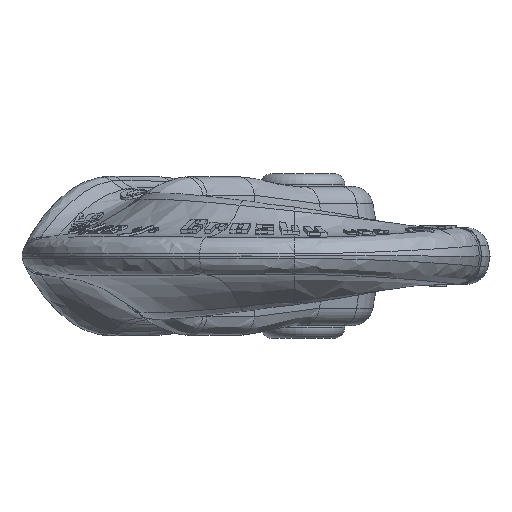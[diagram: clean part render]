
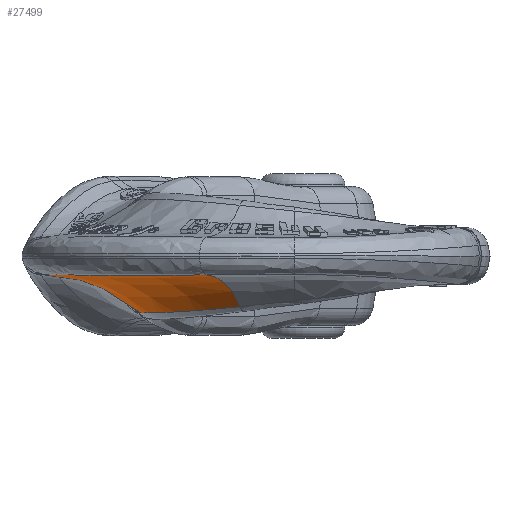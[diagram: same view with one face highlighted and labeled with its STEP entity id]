
A CAD part, front view. The second image highlights one B-rep face of the part: STEP entity #27499.
In plain terms, the highlighted free-form (B-spline) face has degree [3, 3] with [7, 7] control points.
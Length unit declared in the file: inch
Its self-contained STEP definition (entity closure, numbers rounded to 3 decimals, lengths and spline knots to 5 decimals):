
#8464=CARTESIAN_POINT('',(-3.00835,0.,-0.22));
#8465=CARTESIAN_POINT('',(-3.00835,-0.28819,-0.22));
#8466=CARTESIAN_POINT('',(-2.91665,-0.86928,
-0.22215));
#8467=CARTESIAN_POINT('',(-2.50709,-1.66145,
-0.22694));
#8468=CARTESIAN_POINT('',(-1.86355,-2.28308,
-0.22836));
#8469=CARTESIAN_POINT('',(-1.32555,-2.53563,
-0.22606));
#8470=CARTESIAN_POINT('',(-1.04456,-2.61456,
-0.22462));
#8472=CARTESIAN_POINT('',(-0.64477,-1.65785,
-0.60046));
#8473=CARTESIAN_POINT('',(-0.66535,-1.73225,
-0.54495));
#8474=CARTESIAN_POINT('',(-0.71551,-1.88624,
-0.44101));
#8475=CARTESIAN_POINT('',(-0.81793,-2.12662,
-0.3187));
#8476=CARTESIAN_POINT('',(-0.93652,-2.37114,
-0.24246));
#8477=CARTESIAN_POINT('',(-1.0121,-2.53402,
-0.22571));
#8478=CARTESIAN_POINT('',(-1.04456,-2.61456,
-0.22462));
#8480=CARTESIAN_POINT('',(-1.84347,0.,-0.67568));
#8481=CARTESIAN_POINT('',(-1.87272,0.,
-0.64866));
#8482=CARTESIAN_POINT('',(-1.91986,0.,
-0.60813));
#8483=CARTESIAN_POINT('',(-1.98709,0.,
-0.55636));
#8484=CARTESIAN_POINT('',(-2.02181,0.,
-0.53161));
#8485=CARTESIAN_POINT('',(-2.03935,0.,
-0.51962));
#8499=CARTESIAN_POINT('',(-1.84347,0.,-0.67568));
#8507=CARTESIAN_POINT('',(-1.84347,0.,-0.67568));
#8508=CARTESIAN_POINT('',(-1.84347,-0.18985,
-0.67568));
#8509=CARTESIAN_POINT('',(-1.78262,-0.56488,
-0.67631));
#8510=CARTESIAN_POINT('',(-1.52764,-1.05953,
-0.67055));
#8511=CARTESIAN_POINT('',(-1.13931,-1.4438,
-0.64754));
#8512=CARTESIAN_POINT('',(-0.81576,-1.60501,
-0.61781));
#8513=CARTESIAN_POINT('',(-0.64477,-1.65785,
-0.60046));
#8521=CARTESIAN_POINT('',(-0.64477,-1.65785,
-0.60046));
#10280=CARTESIAN_POINT('',(-2.03935,0.,
-0.51962));
#10281=CARTESIAN_POINT('',(-2.15008,0.,
-0.44391));
#10282=CARTESIAN_POINT('',(-2.33828,0.,
-0.34525));
#10283=CARTESIAN_POINT('',(-2.60375,0.,
-0.26419));
#10284=CARTESIAN_POINT('',(-2.73496,0.,
-0.2407));
#10285=CARTESIAN_POINT('',(-2.79868,0.,
-0.23286));
#10293=CARTESIAN_POINT('',(-2.79868,0.,
-0.23286));
#10294=CARTESIAN_POINT('',(-2.83539,0.,
-0.22834));
#10295=CARTESIAN_POINT('',(-2.90989,0.,
-0.22191));
#10296=CARTESIAN_POINT('',(-2.97801,0.,-0.22));
#10297=CARTESIAN_POINT('',(-3.00835,0.,-0.22));
#15992=VERTEX_POINT('',#8521);
#15993=VERTEX_POINT('',#8478);
#16049=VERTEX_POINT('',#8499);
#16050=VERTEX_POINT('',#8485);
#16051=VERTEX_POINT('',#10285);
#16052=VERTEX_POINT('',#10297);
#27437=CARTESIAN_POINT('',(-1.83461,0.02232,
-0.68379));
#27438=CARTESIAN_POINT('',(-1.91272,0.02325,
-0.61061));
#27439=CARTESIAN_POINT('',(-2.08504,0.0251,
-0.4766));
#27440=CARTESIAN_POINT('',(-2.38363,0.02796,
-0.32632));
#27441=CARTESIAN_POINT('',(-2.70328,0.03094,
-0.23667));
#27442=CARTESIAN_POINT('',(-2.91615,0.03304,
-0.21931));
#27443=CARTESIAN_POINT('',(-3.02018,0.03414,
-0.22005));
#27444=CARTESIAN_POINT('',(-1.83726,-0.17427,
-0.68361));
#27445=CARTESIAN_POINT('',(-1.91394,-0.1815,
-0.61184));
#27446=CARTESIAN_POINT('',(-2.08442,-0.19585,
-0.47864));
#27447=CARTESIAN_POINT('',(-2.38451,-0.2181,
-0.32678));
#27448=CARTESIAN_POINT('',(-2.70797,-0.24132,
-0.2361));
#27449=CARTESIAN_POINT('',(-2.92136,-0.25772,
-0.21922));
#27450=CARTESIAN_POINT('',(-3.02375,-0.26629,
-0.21996));
#27451=CARTESIAN_POINT('',(-1.77787,-0.55567,
-0.68403));
#27452=CARTESIAN_POINT('',(-1.85029,-0.58009,
-0.61512));
#27453=CARTESIAN_POINT('',(-2.01365,-0.62906,
-0.48445));
#27454=CARTESIAN_POINT('',(-2.30869,-0.70474,
-0.33119));
#27455=CARTESIAN_POINT('',(-2.62949,-0.78223,
-0.23882));
#27456=CARTESIAN_POINT('',(-2.83703,-0.83505,
-0.22188));
#27457=CARTESIAN_POINT('',(-2.93318,-0.862,
-0.22207));
#27458=CARTESIAN_POINT('',(-1.52097,-1.05402,
-0.67775));
#27459=CARTESIAN_POINT('',(-1.5806,-1.10354,
-0.61298));
#27460=CARTESIAN_POINT('',(-1.7179,-1.20391,
-0.48831));
#27461=CARTESIAN_POINT('',(-1.97441,-1.35872,
-0.33826));
#27462=CARTESIAN_POINT('',(-2.25695,-1.51432,
-0.24591));
#27463=CARTESIAN_POINT('',(-2.43641,-1.61659,
-0.22782));
#27464=CARTESIAN_POINT('',(-2.51639,-1.66732,
-0.22678));
#27465=CARTESIAN_POINT('',(-1.12921,-1.44155,
-0.65399));
#27466=CARTESIAN_POINT('',(-1.17026,-1.51072,
-0.59294));
#27467=CARTESIAN_POINT('',(-1.26701,-1.65161,
-0.47629));
#27468=CARTESIAN_POINT('',(-1.45559,-1.8692,
-0.33561));
#27469=CARTESIAN_POINT('',(-1.66799,-2.08734,
-0.24782));
#27470=CARTESIAN_POINT('',(-1.80262,-2.22976,
-0.22963));
#27471=CARTESIAN_POINT('',(-1.86125,-2.30002,
-0.22818));
#27472=CARTESIAN_POINT('',(-0.79896,-1.60338,
-0.62307));
#27473=CARTESIAN_POINT('',(-0.82587,-1.67922,
-0.5642));
#27474=CARTESIAN_POINT('',(-0.89042,-1.83368,
-0.4544));
#27475=CARTESIAN_POINT('',(-1.0206,-2.07298,
-0.32465));
#27476=CARTESIAN_POINT('',(-1.17028,-2.31498,
-0.24368));
#27477=CARTESIAN_POINT('',(-1.26596,-2.47544,
-0.22668));
#27478=CARTESIAN_POINT('',(-1.30745,-2.55557,
-0.22582));
#27479=CARTESIAN_POINT('',(-0.62065,-1.65584,
-0.60464));
#27480=CARTESIAN_POINT('',(-0.64083,-1.73307,
-0.54684));
#27481=CARTESIAN_POINT('',(-0.68967,-1.89026,
-0.44094));
#27482=CARTESIAN_POINT('',(-0.78973,-2.13435,
-0.31788));
#27483=CARTESIAN_POINT('',(-0.9058,-2.38296,
-0.24113));
#27484=CARTESIAN_POINT('',(-0.98022,-2.54992,
-0.22483));
#27485=CARTESIAN_POINT('',(-1.0124,-2.63411,
-0.22435));
#27486=B_SPLINE_SURFACE_WITH_KNOTS('',3,3,((#27437,#27438,#27439,#27440,#27441,
#27442,#27443),(#27444,#27445,#27446,#27447,#27448,#27449,#27450),(#27451,
#27452,#27453,#27454,#27455,#27456,#27457),(#27458,#27459,#27460,#27461,#27462,
#27463,#27464),(#27465,#27466,#27467,#27468,#27469,#27470,#27471),(#27472,
#27473,#27474,#27475,#27476,#27477,#27478),(#27479,#27480,#27481,#27482,#27483,
#27484,#27485)),.UNSPECIFIED.,.F.,.F.,.F.,(4,1,1,1,4),(4,1,1,1,4),(
-0.00756,0.19209,0.38419,0.57628,
0.77655),(0.39822,0.51714,0.63165,
0.74617,0.86527),.UNSPECIFIED.);
#27488=ORIENTED_EDGE('',*,*,#27487,.T.);
#27490=ORIENTED_EDGE('',*,*,#27489,.T.);
#27492=ORIENTED_EDGE('',*,*,#27491,.T.);
#27493=ORIENTED_EDGE('',*,*,#27039,.T.);
#27494=ORIENTED_EDGE('',*,*,#27374,.F.);
#27496=ORIENTED_EDGE('',*,*,#27495,.F.);
#27497=EDGE_LOOP('',(#27488,#27490,#27492,#27493,#27494,#27496));
#27498=FACE_OUTER_BOUND('',#27497,.F.);
#27499=ADVANCED_FACE('',(#27498),#27486,.T.);
#8471=B_SPLINE_CURVE_WITH_KNOTS('',3,(#8464,#8465,#8466,#8467,#8468,#8469,
#8470),.UNSPECIFIED.,.F.,.F.,(4,1,1,1,4),(0.,0.25,0.5,0.75,1.),
.UNSPECIFIED.);
#8479=B_SPLINE_CURVE_WITH_KNOTS('',3,(#8472,#8473,#8474,#8475,#8476,#8477,
#8478),.UNSPECIFIED.,.F.,.F.,(4,1,1,1,4),(0.,0.25,0.5,0.75,1.),
.UNSPECIFIED.);
#8486=B_SPLINE_CURVE_WITH_KNOTS('',3,(#8480,#8481,#8482,#8483,#8484,#8485),
.UNSPECIFIED.,.F.,.F.,(4,1,1,4),(0.,0.5,0.75,1.),.UNSPECIFIED.);
#8514=B_SPLINE_CURVE_WITH_KNOTS('',3,(#8507,#8508,#8509,#8510,#8511,#8512,
#8513),.UNSPECIFIED.,.F.,.F.,(4,1,1,1,4),(0.,0.25,0.5,0.75,1.),
.UNSPECIFIED.);
#10286=B_SPLINE_CURVE_WITH_KNOTS('',3,(#10280,#10281,#10282,#10283,#10284,
#10285),.UNSPECIFIED.,.F.,.F.,(4,1,1,4),(0.,0.5,0.75,1.),.UNSPECIFIED.);
#10298=B_SPLINE_CURVE_WITH_KNOTS('',3,(#10293,#10294,#10295,#10296,#10297),
.UNSPECIFIED.,.F.,.F.,(4,1,4),(0.,0.5,1.),.UNSPECIFIED.);
#27039=EDGE_CURVE('',#16052,#15993,#8471,.T.);
#27374=EDGE_CURVE('',#15992,#15993,#8479,.T.);
#27487=EDGE_CURVE('',#16049,#16050,#8486,.T.);
#27489=EDGE_CURVE('',#16050,#16051,#10286,.T.);
#27491=EDGE_CURVE('',#16051,#16052,#10298,.T.);
#27495=EDGE_CURVE('',#16049,#15992,#8514,.T.);
